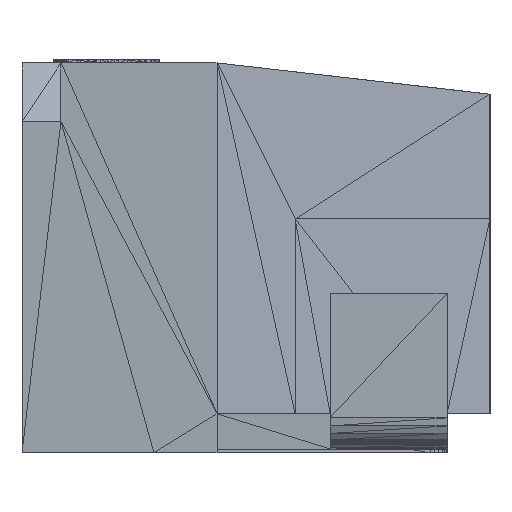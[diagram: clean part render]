
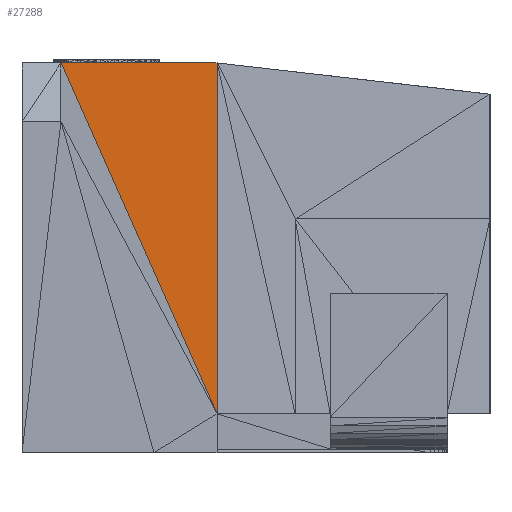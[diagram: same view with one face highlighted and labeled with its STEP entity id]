
A CAD part, left-side view. The second image highlights one B-rep face of the part: STEP entity #27288.
In plain terms, the highlighted planar face has unit normal (-1, 0, 0).
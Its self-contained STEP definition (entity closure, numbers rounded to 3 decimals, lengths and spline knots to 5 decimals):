
#7728 = VERTEX_POINT('',#7729);
#7729 = CARTESIAN_POINT('',(-1.75,0.,-0.4));
#21284 = VERTEX_POINT('',#21285);
#21285 = CARTESIAN_POINT('',(-1.75,0.38139,0.5));
#21306 = VERTEX_POINT('',#21307);
#21307 = CARTESIAN_POINT('',(-1.75,0.4,0.5));
#21313 = EDGE_CURVE('',#21306,#21284,#21314,.T.);
#21314 = LINE('',#21315,#21316);
#21315 = CARTESIAN_POINT('',(-1.75,0.4,0.5));
#21316 = VECTOR('',#21317,1.);
#21317 = DIRECTION('',(0.,-1.,0.));
#21345 = EDGE_CURVE('',#21284,#21346,#21348,.T.);
#21346 = VERTEX_POINT('',#21347);
#21347 = CARTESIAN_POINT('',(-1.75,0.27619,0.5));
#21348 = LINE('',#21349,#21350);
#21349 = CARTESIAN_POINT('',(-1.75,0.38139,0.5));
#21350 = VECTOR('',#21351,1.);
#21351 = DIRECTION('',(0.,-1.,0.));
#21384 = EDGE_CURVE('',#21346,#21385,#21387,.T.);
#21385 = VERTEX_POINT('',#21386);
#21386 = CARTESIAN_POINT('',(-1.75,0.16961,0.5));
#21387 = LINE('',#21388,#21389);
#21388 = CARTESIAN_POINT('',(-1.75,0.27619,0.5));
#21389 = VECTOR('',#21390,1.);
#21390 = DIRECTION('',(0.,-1.,0.));
#21820 = EDGE_CURVE('',#21385,#21821,#21823,.T.);
#21821 = VERTEX_POINT('',#21822);
#21822 = CARTESIAN_POINT('',(-1.75,0.07423,0.5));
#21823 = LINE('',#21824,#21825);
#21824 = CARTESIAN_POINT('',(-1.75,0.16961,0.5));
#21825 = VECTOR('',#21826,1.);
#21826 = DIRECTION('',(0.,-1.,0.));
#22272 = EDGE_CURVE('',#21821,#22273,#22275,.T.);
#22273 = VERTEX_POINT('',#22274);
#22274 = CARTESIAN_POINT('',(-1.75,0.,0.5));
#22275 = LINE('',#22276,#22277);
#22276 = CARTESIAN_POINT('',(-1.75,0.07423,0.5));
#22277 = VECTOR('',#22278,1.);
#22278 = DIRECTION('',(0.,-1.,0.));
#27288 = ADVANCED_FACE('',(#27289),#27308,.T.);
#27289 = FACE_BOUND('',#27290,.T.);
#27290 = EDGE_LOOP('',(#27291,#27292,#27293,#27294,#27295,#27296,#27302)
  );
#27291 = ORIENTED_EDGE('',*,*,#22272,.F.);
#27292 = ORIENTED_EDGE('',*,*,#21820,.F.);
#27293 = ORIENTED_EDGE('',*,*,#21384,.F.);
#27294 = ORIENTED_EDGE('',*,*,#21345,.F.);
#27295 = ORIENTED_EDGE('',*,*,#21313,.F.);
#27296 = ORIENTED_EDGE('',*,*,#27297,.T.);
#27297 = EDGE_CURVE('',#21306,#7728,#27298,.T.);
#27298 = LINE('',#27299,#27300);
#27299 = CARTESIAN_POINT('',(-1.75,0.4,0.5));
#27300 = VECTOR('',#27301,1.);
#27301 = DIRECTION('',(0.,-0.406,-0.914));
#27302 = ORIENTED_EDGE('',*,*,#27303,.T.);
#27303 = EDGE_CURVE('',#7728,#22273,#27304,.T.);
#27304 = LINE('',#27305,#27306);
#27305 = CARTESIAN_POINT('',(-1.75,0.,-0.4));
#27306 = VECTOR('',#27307,1.);
#27307 = DIRECTION('',(0.,0.,1.));
#27308 = PLANE('',#27309);
#27309 = AXIS2_PLACEMENT_3D('',#27310,#27311,#27312);
#27310 = CARTESIAN_POINT('',(-1.75,0.12122,0.12878));
#27311 = DIRECTION('',(-1.,-0.,-0.));
#27312 = DIRECTION('',(0.,0.,-1.));
